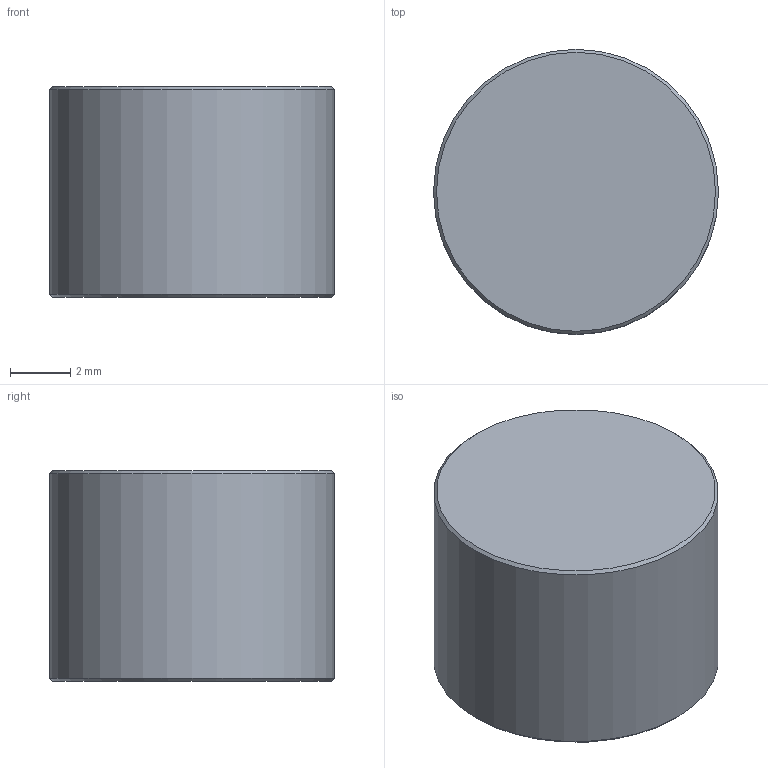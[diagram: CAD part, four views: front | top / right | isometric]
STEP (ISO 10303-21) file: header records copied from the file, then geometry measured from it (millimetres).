
FILE_DESCRIPTION(/* description */ (''),/* implementation_level */ '2;1');
FILE_NAME(/* name */ 'B32-1610.step',/* time_stamp */ '2023-01-24T11:39:08+01:00',/* author */ (''),/* organization */ (''),/* preprocessor_version */ 'ST-DEVELOPER v19.2',/* originating_system */ 'Autodesk Translation Framework v11.17.0.187',/* authorisation */ '');
FILE_SCHEMA (('AUTOMOTIVE_DESIGN { 1 0 10303 214 3 1 1 }'));
Length unit declared in the file: millimetre
Products named in the file (2): B32-1610; SOLID (6)
Assembly tree (1 placements, depth 2):
  B32-1610
    SOLID (6)
Bounding box: 9.5 x 9.5 x 7 mm (x, y, z)
Volume: 458.6 mm3; surface area: 388 mm2
Topology: 1 solids, 1 shells, 10 faces, 19 edges, 12 vertices
Faces by surface type: plane 7, cone 2, cylinder 1
Full cylindrical faces by diameter (mm): 9.5 x1
Entity records: 311 total; most frequent: DIRECTION 49, CARTESIAN_POINT 44, ORIENTED_EDGE 38, EDGE_CURVE 19, AXIS2_PLACEMENT_3D 17, LINE 15, VECTOR 15, VERTEX_POINT 12
